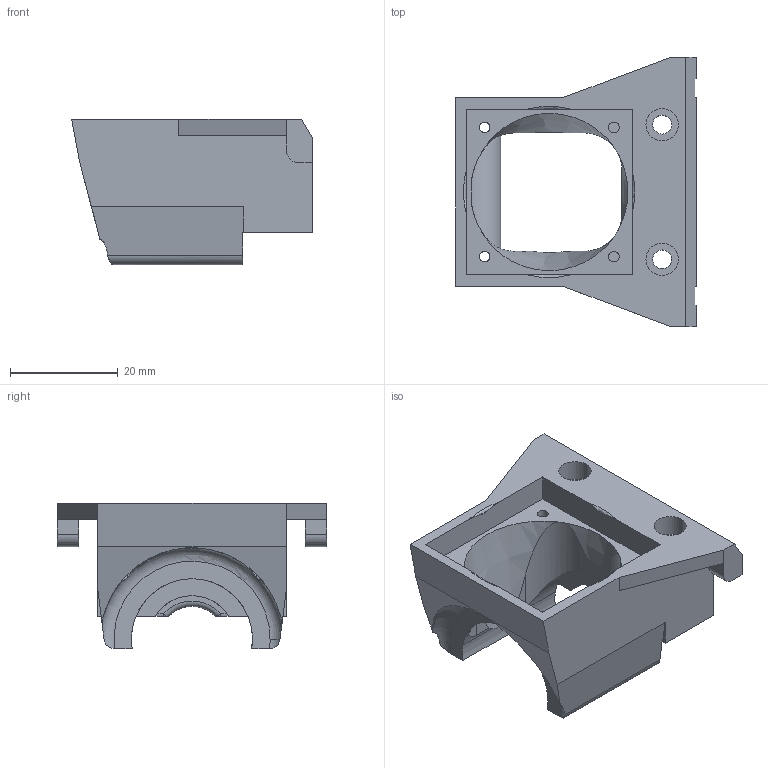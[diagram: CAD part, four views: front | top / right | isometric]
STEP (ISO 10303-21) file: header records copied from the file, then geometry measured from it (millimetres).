
FILE_DESCRIPTION(('CATIA V5 STEP Exchange','CAx-IF Rec.Pracs.--- Model Styling and Organization---1.4--- 2014-01-23','CAx-IF Rec.Pracs.---3D Tessellated Data Validation Properties---0.5---2014-09-14'),'2;1');
FILE_NAME('HYPERCUBE-EVO-0007_NGEN_NOVA.stp','2021-03-24T07:46:50+00:00',('none'),('none'),'CATIA Version 5-6 Release 2017','CATIA V5 STEP AP242','none');
FILE_SCHEMA(('AP242_MANAGED_MODEL_BASED_3D_ENGINEERING_MIM_LF {1 0 10303 442 1 1 4}'));
Length unit declared in the file: millimetre
Products named in the file (1): HYPERCUBE-EVO-0007_NGEN_NOVA
Bounding box: 44.7 x 50 x 27 mm (x, y, z)
Volume: 17697 mm3; surface area: 8886.8 mm2
Topology: 1 solids, 1 shells, 111 faces, 320 edges, 215 vertices
Faces by surface type: plane 52, cylinder 39, torus 8, cone 8, sphere 4
Entity records: 3907 total; most frequent: CARTESIAN_POINT 1237, ORIENTED_EDGE 640, DIRECTION 393, EDGE_CURVE 320, VERTEX_POINT 215, AXIS2_PLACEMENT_3D 161, VECTOR 159, LINE 159
